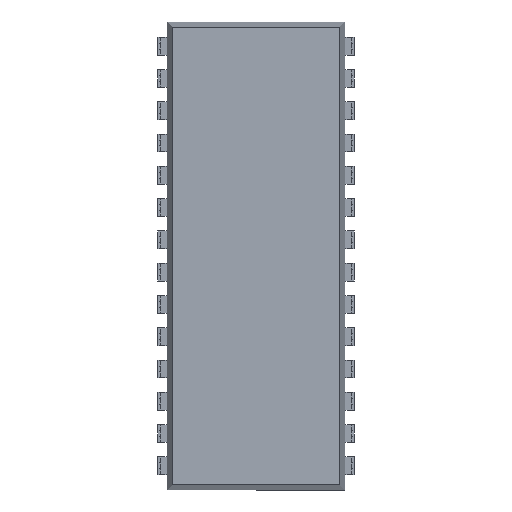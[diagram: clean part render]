
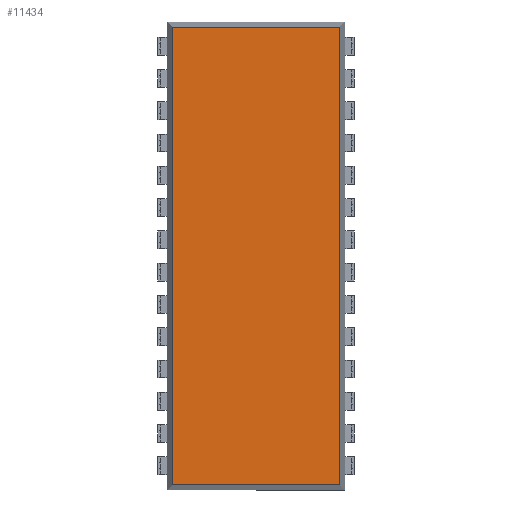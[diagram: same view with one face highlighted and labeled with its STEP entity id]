
A CAD part, front view. The second image highlights one B-rep face of the part: STEP entity #11434.
In plain terms, the highlighted planar face has unit normal (0, -1, 0).
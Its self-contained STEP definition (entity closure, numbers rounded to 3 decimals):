
#645 = VERTEX_POINT ( 'NONE', #3643 ) ;
#832 = ORIENTED_EDGE ( 'NONE', *, *, #7287, .T. ) ;
#993 = LINE ( 'NONE', #6685, #2334 ) ;
#1121 = CARTESIAN_POINT ( 'NONE',  ( 6.593, 0.39, 18.02 ) ) ;
#1159 = AXIS2_PLACEMENT_3D ( 'NONE', #7061, #4277, #3364 ) ;
#1405 = EDGE_LOOP ( 'NONE', ( #6945, #832, #9242, #1529 ) ) ;
#1418 = VECTOR ( 'NONE', #1921, 1000. ) ;
#1529 = ORIENTED_EDGE ( 'NONE', *, *, #6257, .T. ) ;
#1643 = LINE ( 'NONE', #8647, #7243 ) ;
#1921 = DIRECTION ( 'NONE',  ( 0., 0., -1. ) ) ;
#2334 = VECTOR ( 'NONE', #5940, 1000. ) ;
#2505 = LINE ( 'NONE', #7302, #1418 ) ;
#2565 = DIRECTION ( 'NONE',  ( -1., 0., 0. ) ) ;
#3260 = FACE_OUTER_BOUND ( 'NONE', #1405, .T. ) ;
#3364 = DIRECTION ( 'NONE',  ( 0., 0., -1. ) ) ;
#3643 = CARTESIAN_POINT ( 'NONE',  ( -6.593, 0.39, 18.02 ) ) ;
#4184 = CARTESIAN_POINT ( 'NONE',  ( -6.593, 0.39, -18.02 ) ) ;
#4277 = DIRECTION ( 'NONE',  ( 0., -1., 0. ) ) ;
#4657 = LINE ( 'NONE', #9671, #5913 ) ;
#4803 = VERTEX_POINT ( 'NONE', #11379 ) ;
#5913 = VECTOR ( 'NONE', #2565, 1000. ) ;
#5940 = DIRECTION ( 'NONE',  ( 0., 0., 1. ) ) ;
#6257 = EDGE_CURVE ( 'NONE', #645, #8075, #2505, .T. ) ;
#6685 = CARTESIAN_POINT ( 'NONE',  ( 6.593, 0.39, -18.415 ) ) ;
#6804 = DIRECTION ( 'NONE',  ( 1., 0., 0. ) ) ;
#6945 = ORIENTED_EDGE ( 'NONE', *, *, #7548, .T. ) ;
#7020 = PLANE ( 'NONE',  #1159 ) ;
#7061 = CARTESIAN_POINT ( 'NONE',  ( 0., 0.39, 0. ) ) ;
#7243 = VECTOR ( 'NONE', #6804, 1000. ) ;
#7287 = EDGE_CURVE ( 'NONE', #4803, #10781, #993, .T. ) ;
#7302 = CARTESIAN_POINT ( 'NONE',  ( -6.593, 0.39, 18.415 ) ) ;
#7548 = EDGE_CURVE ( 'NONE', #8075, #4803, #1643, .T. ) ;
#8075 = VERTEX_POINT ( 'NONE', #4184 ) ;
#8647 = CARTESIAN_POINT ( 'NONE',  ( -6.988, 0.39, -18.02 ) ) ;
#9242 = ORIENTED_EDGE ( 'NONE', *, *, #9928, .T. ) ;
#9671 = CARTESIAN_POINT ( 'NONE',  ( 6.988, 0.39, 18.02 ) ) ;
#9928 = EDGE_CURVE ( 'NONE', #10781, #645, #4657, .T. ) ;
#10781 = VERTEX_POINT ( 'NONE', #1121 ) ;
#11379 = CARTESIAN_POINT ( 'NONE',  ( 6.593, 0.39, -18.02 ) ) ;
#11434 = ADVANCED_FACE ( 'NONE', ( #3260 ), #7020, .T. ) ;
